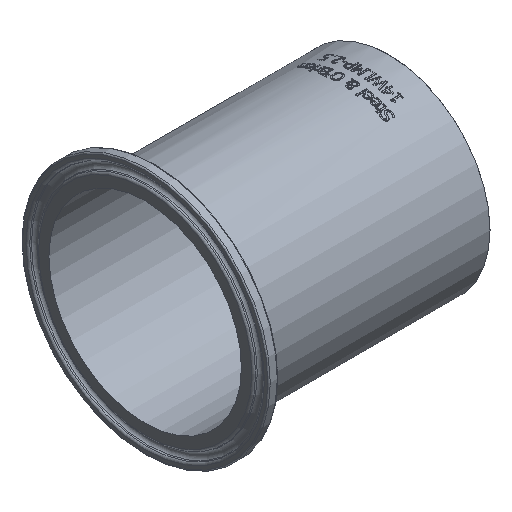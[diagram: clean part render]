
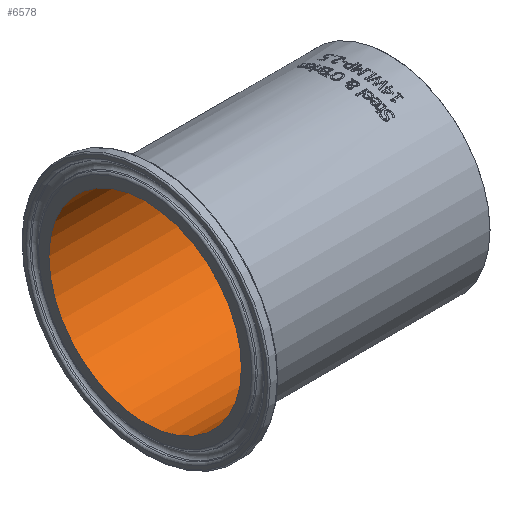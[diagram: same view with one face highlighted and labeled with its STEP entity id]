
A CAD part, isometric view. The second image highlights one B-rep face of the part: STEP entity #6578.
In plain terms, the highlighted cylindrical face has radius 30.099 mm (diameter 60.198 mm), a full revolution.
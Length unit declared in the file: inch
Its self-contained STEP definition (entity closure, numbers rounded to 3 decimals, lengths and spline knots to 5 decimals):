
#111=FACE_BOUND('',#1207,.T.);
#796=FACE_OUTER_BOUND('',#1206,.T.);
#1206=EDGE_LOOP('',(#6140));
#1207=EDGE_LOOP('',(#6141));
#1387=CIRCLE('',#7001,1.185);
#1389=CIRCLE('',#7005,1.185);
#3244=VERTEX_POINT('',#14164);
#3246=VERTEX_POINT('',#14170);
#4212=EDGE_CURVE('',#3244,#3244,#1387,.T.);
#4214=EDGE_CURVE('',#3246,#3246,#1389,.T.);
#6140=ORIENTED_EDGE('',*,*,#4214,.F.);
#6141=ORIENTED_EDGE('',*,*,#4212,.F.);
#6192=CYLINDRICAL_SURFACE('',#7004,1.185);
#6578=ADVANCED_FACE('',(#796,#111),#6192,.F.);
#7001=AXIS2_PLACEMENT_3D('',#14165,#8295,#8296);
#7004=AXIS2_PLACEMENT_3D('',#14169,#8301,#8302);
#7005=AXIS2_PLACEMENT_3D('',#14171,#8303,#8304);
#8295=DIRECTION('center_axis',(-1.,0.,0.));
#8296=DIRECTION('ref_axis',(0.,-1.,0.));
#8301=DIRECTION('center_axis',(1.,0.,0.));
#8302=DIRECTION('ref_axis',(0.,1.,0.));
#8303=DIRECTION('center_axis',(1.,0.,0.));
#8304=DIRECTION('ref_axis',(0.,1.,0.));
#14164=CARTESIAN_POINT('',(2.995,1.185,0.));
#14165=CARTESIAN_POINT('Origin',(2.995,0.,0.));
#14169=CARTESIAN_POINT('Origin',(1.5,0.,0.));
#14170=CARTESIAN_POINT('',(0.,1.185,0.));
#14171=CARTESIAN_POINT('Origin',(0.,0.,
0.));
